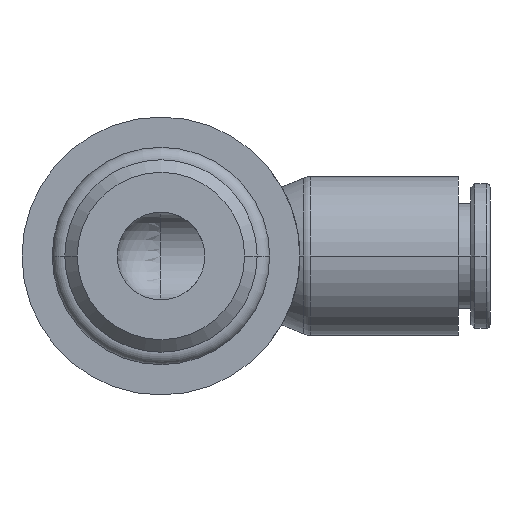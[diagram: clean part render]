
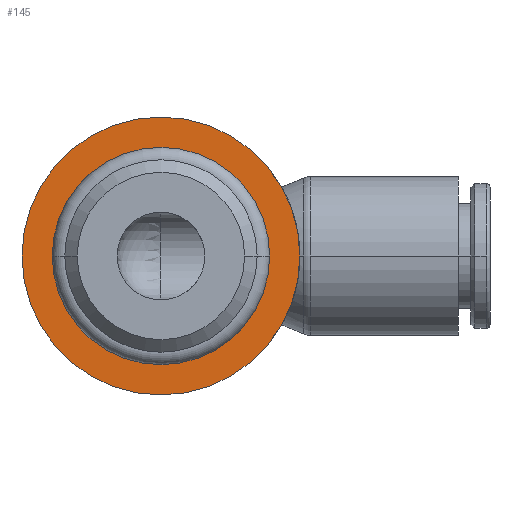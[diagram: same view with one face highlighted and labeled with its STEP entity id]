
A CAD part, front view. The second image highlights one B-rep face of the part: STEP entity #145.
In plain terms, the highlighted planar face has unit normal (0, -1, 0).
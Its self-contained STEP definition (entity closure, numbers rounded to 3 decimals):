
#145=ADVANCED_FACE('',(#361,#362),#363,.T.);
#361=FACE_BOUND('',#595,.T.);
#362=FACE_OUTER_BOUND('',#596,.T.);
#363=PLANE('',#597);
#595=EDGE_LOOP('',(#1370,#1371,#1372));
#596=EDGE_LOOP('',(#1373,#1374));
#597=AXIS2_PLACEMENT_3D('',#1375,#1376,#1377);
#1370=ORIENTED_EDGE('',*,*,#1612,.T.);
#1371=ORIENTED_EDGE('',*,*,#1575,.T.);
#1372=ORIENTED_EDGE('',*,*,#1613,.T.);
#1373=ORIENTED_EDGE('',*,*,#1500,.F.);
#1374=ORIENTED_EDGE('',*,*,#1731,.F.);
#1375=CARTESIAN_POINT('',(7.611,7.5,0.0));
#1376=DIRECTION('',(-0.0,-1.0,-0.0));
#1377=DIRECTION('',(-1.0,0.0,0.0));
#1500=EDGE_CURVE('',#1774,#1777,#1778,.T.);
#1575=EDGE_CURVE('',#1907,#1909,#1911,.T.);
#1612=EDGE_CURVE('',#1971,#1907,#1972,.T.);
#1613=EDGE_CURVE('',#1909,#1971,#1973,.T.);
#1731=EDGE_CURVE('',#1777,#1774,#2147,.T.);
#1774=VERTEX_POINT('',#2200);
#1777=VERTEX_POINT('',#2204);
#1778=CIRCLE('',#2205,9.5);
#1907=VERTEX_POINT('',#2519);
#1909=VERTEX_POINT('',#2521);
#1911=CIRCLE('',#2523,7.435);
#1971=VERTEX_POINT('',#2593);
#1972=CIRCLE('',#2594,7.435);
#1973=CIRCLE('',#2595,7.435);
#2147=CIRCLE('',#3229,9.5);
#2200=CARTESIAN_POINT('',(9.5,7.5,0.0));
#2204=CARTESIAN_POINT('',(-9.5,7.5,0.));
#2205=AXIS2_PLACEMENT_3D('',#3273,#3274,#3275);
#2519=CARTESIAN_POINT('',(7.435,7.5,0.));
#2521=CARTESIAN_POINT('',(-7.435,7.5,0.));
#2523=AXIS2_PLACEMENT_3D('',#3405,#3406,#3407);
#2593=CARTESIAN_POINT('',(0.,7.5,7.435));
#2594=AXIS2_PLACEMENT_3D('',#3496,#3497,#3498);
#2595=AXIS2_PLACEMENT_3D('',#3499,#3500,#3501);
#3229=AXIS2_PLACEMENT_3D('',#3693,#3694,#3695);
#3273=CARTESIAN_POINT('',(0.0,7.5,0.0));
#3274=DIRECTION('',(-0.0,1.0,0.0));
#3275=DIRECTION('',(1.0,0.0,0.0));
#3405=CARTESIAN_POINT('',(0.0,7.5,0.0));
#3406=DIRECTION('',(0.0,1.0,0.0));
#3407=DIRECTION('',(0.0,0.0,-1.0));
#3496=CARTESIAN_POINT('',(0.0,7.5,0.0));
#3497=DIRECTION('',(0.0,1.0,0.0));
#3498=DIRECTION('',(0.0,0.0,-1.0));
#3499=CARTESIAN_POINT('',(0.0,7.5,0.0));
#3500=DIRECTION('',(0.0,1.0,0.0));
#3501=DIRECTION('',(0.0,0.0,-1.0));
#3693=CARTESIAN_POINT('',(0.0,7.5,0.0));
#3694=DIRECTION('',(-0.0,1.0,0.0));
#3695=DIRECTION('',(1.0,0.0,0.0));
